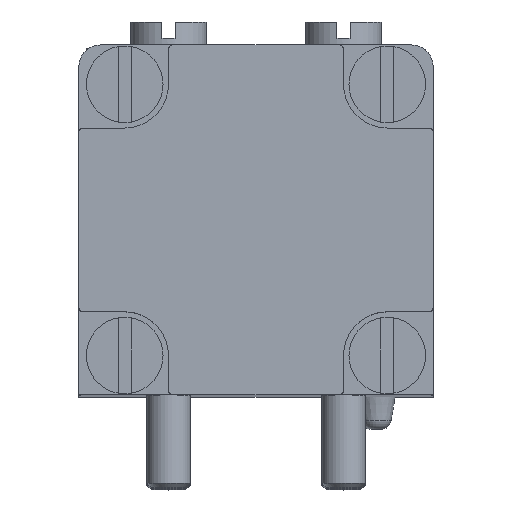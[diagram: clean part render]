
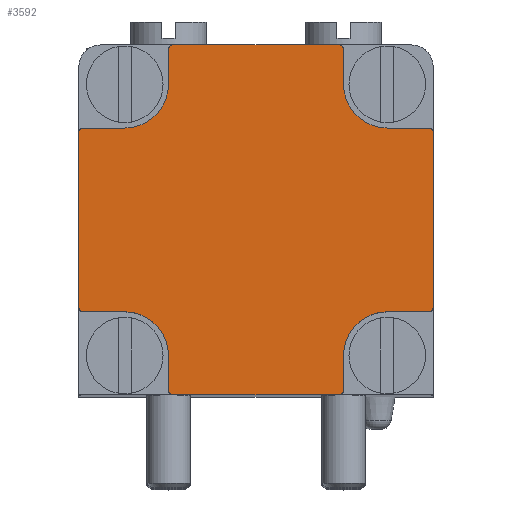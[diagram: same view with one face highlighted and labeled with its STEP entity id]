
A CAD part, top view. The second image highlights one B-rep face of the part: STEP entity #3592.
In plain terms, the highlighted planar face has unit normal (0, 0, 1).
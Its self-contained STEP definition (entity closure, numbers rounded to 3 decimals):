
#167=CIRCLE('',#3898,0.4);
#168=CIRCLE('',#3899,0.4);
#169=CIRCLE('',#3900,4.);
#170=CIRCLE('',#3901,0.4);
#171=CIRCLE('',#3902,0.4);
#172=CIRCLE('',#3903,4.);
#173=CIRCLE('',#3904,0.4);
#174=CIRCLE('',#3905,0.4);
#175=CIRCLE('',#3906,4.);
#176=CIRCLE('',#3907,0.4);
#177=CIRCLE('',#3908,0.4);
#178=CIRCLE('',#3909,4.);
#526=ORIENTED_EDGE('',*,*,#1539,.T.);
#527=ORIENTED_EDGE('',*,*,#1540,.T.);
#528=ORIENTED_EDGE('',*,*,#1519,.T.);
#529=ORIENTED_EDGE('',*,*,#1541,.T.);
#530=ORIENTED_EDGE('',*,*,#1542,.T.);
#531=ORIENTED_EDGE('',*,*,#1543,.F.);
#532=ORIENTED_EDGE('',*,*,#1544,.T.);
#533=ORIENTED_EDGE('',*,*,#1545,.T.);
#534=ORIENTED_EDGE('',*,*,#1501,.T.);
#535=ORIENTED_EDGE('',*,*,#1546,.T.);
#536=ORIENTED_EDGE('',*,*,#1547,.T.);
#537=ORIENTED_EDGE('',*,*,#1548,.F.);
#538=ORIENTED_EDGE('',*,*,#1549,.T.);
#539=ORIENTED_EDGE('',*,*,#1550,.T.);
#540=ORIENTED_EDGE('',*,*,#1526,.T.);
#541=ORIENTED_EDGE('',*,*,#1551,.T.);
#542=ORIENTED_EDGE('',*,*,#1552,.T.);
#543=ORIENTED_EDGE('',*,*,#1553,.F.);
#544=ORIENTED_EDGE('',*,*,#1554,.T.);
#545=ORIENTED_EDGE('',*,*,#1555,.T.);
#546=ORIENTED_EDGE('',*,*,#1537,.T.);
#547=ORIENTED_EDGE('',*,*,#1556,.T.);
#548=ORIENTED_EDGE('',*,*,#1557,.T.);
#549=ORIENTED_EDGE('',*,*,#1558,.F.);
#1501=EDGE_CURVE('',#1999,#1998,#2310,.T.);
#1519=EDGE_CURVE('',#2014,#2013,#2326,.T.);
#1526=EDGE_CURVE('',#2020,#2019,#2333,.T.);
#1537=EDGE_CURVE('',#2028,#2027,#2340,.T.);
#1539=EDGE_CURVE('',#2029,#2030,#2342,.T.);
#1540=EDGE_CURVE('',#2030,#2014,#167,.T.);
#1541=EDGE_CURVE('',#2013,#2031,#168,.T.);
#1542=EDGE_CURVE('',#2031,#2032,#2343,.T.);
#1543=EDGE_CURVE('',#2033,#2032,#169,.T.);
#1544=EDGE_CURVE('',#2033,#2034,#2344,.T.);
#1545=EDGE_CURVE('',#2034,#1999,#170,.T.);
#1546=EDGE_CURVE('',#1998,#2035,#171,.T.);
#1547=EDGE_CURVE('',#2035,#2036,#2345,.T.);
#1548=EDGE_CURVE('',#2037,#2036,#172,.T.);
#1549=EDGE_CURVE('',#2037,#2038,#2346,.T.);
#1550=EDGE_CURVE('',#2038,#2020,#173,.T.);
#1551=EDGE_CURVE('',#2019,#2039,#174,.T.);
#1552=EDGE_CURVE('',#2039,#2040,#2347,.T.);
#1553=EDGE_CURVE('',#2041,#2040,#175,.T.);
#1554=EDGE_CURVE('',#2041,#2042,#2348,.T.);
#1555=EDGE_CURVE('',#2042,#2028,#176,.T.);
#1556=EDGE_CURVE('',#2027,#2043,#177,.T.);
#1557=EDGE_CURVE('',#2043,#2044,#2349,.T.);
#1558=EDGE_CURVE('',#2029,#2044,#178,.T.);
#1998=VERTEX_POINT('',#5686);
#1999=VERTEX_POINT('',#5688);
#2013=VERTEX_POINT('',#5721);
#2014=VERTEX_POINT('',#5723);
#2019=VERTEX_POINT('',#5735);
#2020=VERTEX_POINT('',#5737);
#2027=VERTEX_POINT('',#5756);
#2028=VERTEX_POINT('',#5758);
#2029=VERTEX_POINT('',#5762);
#2030=VERTEX_POINT('',#5763);
#2031=VERTEX_POINT('',#5766);
#2032=VERTEX_POINT('',#5768);
#2033=VERTEX_POINT('',#5770);
#2034=VERTEX_POINT('',#5772);
#2035=VERTEX_POINT('',#5775);
#2036=VERTEX_POINT('',#5777);
#2037=VERTEX_POINT('',#5779);
#2038=VERTEX_POINT('',#5781);
#2039=VERTEX_POINT('',#5784);
#2040=VERTEX_POINT('',#5786);
#2041=VERTEX_POINT('',#5788);
#2042=VERTEX_POINT('',#5790);
#2043=VERTEX_POINT('',#5793);
#2044=VERTEX_POINT('',#5795);
#2310=LINE('',#5687,#2654);
#2326=LINE('',#5722,#2670);
#2333=LINE('',#5736,#2677);
#2340=LINE('',#5757,#2684);
#2342=LINE('',#5761,#2686);
#2343=LINE('',#5767,#2687);
#2344=LINE('',#5771,#2688);
#2345=LINE('',#5776,#2689);
#2346=LINE('',#5780,#2690);
#2347=LINE('',#5785,#2691);
#2348=LINE('',#5789,#2692);
#2349=LINE('',#5794,#2693);
#2654=VECTOR('',#4507,1000.);
#2670=VECTOR('',#4531,1000.);
#2677=VECTOR('',#4540,1000.);
#2684=VECTOR('',#4559,1000.);
#2686=VECTOR('',#4563,1000.);
#2687=VECTOR('',#4568,1000.);
#2688=VECTOR('',#4571,1000.);
#2689=VECTOR('',#4576,1000.);
#2690=VECTOR('',#4579,1000.);
#2691=VECTOR('',#4584,1000.);
#2692=VECTOR('',#4587,1000.);
#2693=VECTOR('',#4592,1000.);
#2940=EDGE_LOOP('',(#526,#527,#528,#529,#530,#531,#532,#533,#534,#535,#536,
#537,#538,#539,#540,#541,#542,#543,#544,#545,#546,#547,#548,#549));
#3200=FACE_BOUND('',#2940,.T.);
#3433=PLANE('',#3897);
#3592=ADVANCED_FACE('',(#3200),#3433,.T.);
#3897=AXIS2_PLACEMENT_3D('',#5760,#4561,#4562);
#3898=AXIS2_PLACEMENT_3D('',#5764,#4564,#4565);
#3899=AXIS2_PLACEMENT_3D('',#5765,#4566,#4567);
#3900=AXIS2_PLACEMENT_3D('',#5769,#4569,#4570);
#3901=AXIS2_PLACEMENT_3D('',#5773,#4572,#4573);
#3902=AXIS2_PLACEMENT_3D('',#5774,#4574,#4575);
#3903=AXIS2_PLACEMENT_3D('',#5778,#4577,#4578);
#3904=AXIS2_PLACEMENT_3D('',#5782,#4580,#4581);
#3905=AXIS2_PLACEMENT_3D('',#5783,#4582,#4583);
#3906=AXIS2_PLACEMENT_3D('',#5787,#4585,#4586);
#3907=AXIS2_PLACEMENT_3D('',#5791,#4588,#4589);
#3908=AXIS2_PLACEMENT_3D('',#5792,#4590,#4591);
#3909=AXIS2_PLACEMENT_3D('',#5796,#4593,#4594);
#4507=DIRECTION('',(1.,0.,0.));
#4531=DIRECTION('',(0.,-1.,0.));
#4540=DIRECTION('',(0.,1.,0.));
#4559=DIRECTION('',(-1.,0.,0.));
#4561=DIRECTION('',(0.,0.,1.));
#4562=DIRECTION('',(1.,0.,0.));
#4563=DIRECTION('',(-1.,0.,0.));
#4564=DIRECTION('',(0.,0.,1.));
#4565=DIRECTION('',(1.,0.,0.));
#4566=DIRECTION('',(0.,0.,1.));
#4567=DIRECTION('',(1.,0.,0.));
#4568=DIRECTION('',(1.,0.,0.));
#4569=DIRECTION('',(0.,0.,1.));
#4570=DIRECTION('',(1.,0.,0.));
#4571=DIRECTION('',(0.,-1.,0.));
#4572=DIRECTION('',(0.,0.,1.));
#4573=DIRECTION('',(1.,0.,0.));
#4574=DIRECTION('',(0.,0.,1.));
#4575=DIRECTION('',(1.,0.,0.));
#4576=DIRECTION('',(0.,1.,0.));
#4577=DIRECTION('',(0.,0.,1.));
#4578=DIRECTION('',(1.,0.,0.));
#4579=DIRECTION('',(1.,0.,0.));
#4580=DIRECTION('',(0.,0.,1.));
#4581=DIRECTION('',(1.,0.,0.));
#4582=DIRECTION('',(0.,0.,1.));
#4583=DIRECTION('',(1.,0.,0.));
#4584=DIRECTION('',(-1.,0.,0.));
#4585=DIRECTION('',(0.,0.,1.));
#4586=DIRECTION('',(1.,0.,0.));
#4587=DIRECTION('',(0.,1.,0.));
#4588=DIRECTION('',(0.,0.,1.));
#4589=DIRECTION('',(1.,0.,0.));
#4590=DIRECTION('',(0.,0.,1.));
#4591=DIRECTION('',(1.,0.,0.));
#4592=DIRECTION('',(0.,-1.,0.));
#4593=DIRECTION('',(0.,0.,1.));
#4594=DIRECTION('',(1.,0.,0.));
#5686=CARTESIAN_POINT('',(7.6,0.,59.5));
#5687=CARTESIAN_POINT('',(-16.2,0.,59.5));
#5688=CARTESIAN_POINT('',(-7.6,0.,59.5));
#5721=CARTESIAN_POINT('',(-16.2,8.,59.5));
#5722=CARTESIAN_POINT('',(-16.2,30.,59.5));
#5723=CARTESIAN_POINT('',(-16.2,24.,59.5));
#5735=CARTESIAN_POINT('',(16.2,24.,59.5));
#5736=CARTESIAN_POINT('',(16.2,0.,59.5));
#5737=CARTESIAN_POINT('',(16.2,8.,59.5));
#5756=CARTESIAN_POINT('',(-7.6,32.,59.5));
#5757=CARTESIAN_POINT('',(14.2,32.,59.5));
#5758=CARTESIAN_POINT('',(7.6,32.,59.5));
#5760=CARTESIAN_POINT('',(-14.2,30.,59.5));
#5761=CARTESIAN_POINT('',(-12.,24.4,59.5));
#5762=CARTESIAN_POINT('',(-12.,24.4,59.5));
#5763=CARTESIAN_POINT('',(-15.8,24.4,59.5));
#5764=CARTESIAN_POINT('',(-15.8,24.,59.5));
#5765=CARTESIAN_POINT('',(-15.8,8.,59.5));
#5766=CARTESIAN_POINT('',(-15.8,7.6,59.5));
#5767=CARTESIAN_POINT('',(-15.8,7.6,59.5));
#5768=CARTESIAN_POINT('',(-12.,7.6,59.5));
#5769=CARTESIAN_POINT('',(-12.,3.6,59.5));
#5770=CARTESIAN_POINT('',(-8.,3.6,59.5));
#5771=CARTESIAN_POINT('',(-8.,3.6,59.5));
#5772=CARTESIAN_POINT('',(-8.,0.4,59.5));
#5773=CARTESIAN_POINT('',(-7.6,0.4,59.5));
#5774=CARTESIAN_POINT('',(7.6,0.4,59.5));
#5775=CARTESIAN_POINT('',(8.,0.4,59.5));
#5776=CARTESIAN_POINT('',(8.,0.4,59.5));
#5777=CARTESIAN_POINT('',(8.,3.6,59.5));
#5778=CARTESIAN_POINT('',(12.,3.6,59.5));
#5779=CARTESIAN_POINT('',(12.,7.6,59.5));
#5780=CARTESIAN_POINT('',(12.,7.6,59.5));
#5781=CARTESIAN_POINT('',(15.8,7.6,59.5));
#5782=CARTESIAN_POINT('',(15.8,8.,59.5));
#5783=CARTESIAN_POINT('',(15.8,24.,59.5));
#5784=CARTESIAN_POINT('',(15.8,24.4,59.5));
#5785=CARTESIAN_POINT('',(15.8,24.4,59.5));
#5786=CARTESIAN_POINT('',(12.,24.4,59.5));
#5787=CARTESIAN_POINT('',(12.,28.4,59.5));
#5788=CARTESIAN_POINT('',(8.,28.4,59.5));
#5789=CARTESIAN_POINT('',(8.,28.4,59.5));
#5790=CARTESIAN_POINT('',(8.,31.6,59.5));
#5791=CARTESIAN_POINT('',(7.6,31.6,59.5));
#5792=CARTESIAN_POINT('',(-7.6,31.6,59.5));
#5793=CARTESIAN_POINT('',(-8.,31.6,59.5));
#5794=CARTESIAN_POINT('',(-8.,31.6,59.5));
#5795=CARTESIAN_POINT('',(-8.,28.4,59.5));
#5796=CARTESIAN_POINT('',(-12.,28.4,59.5));
